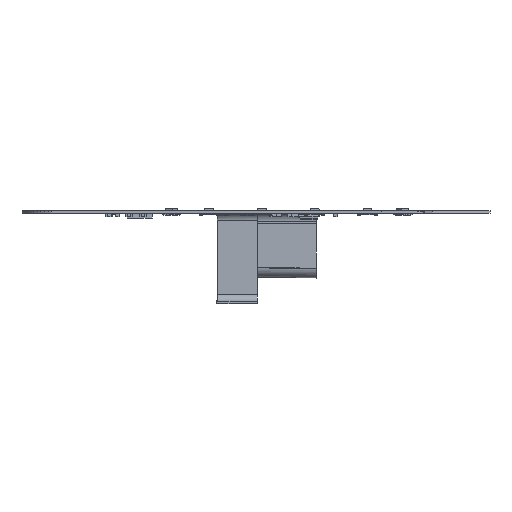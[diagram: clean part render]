
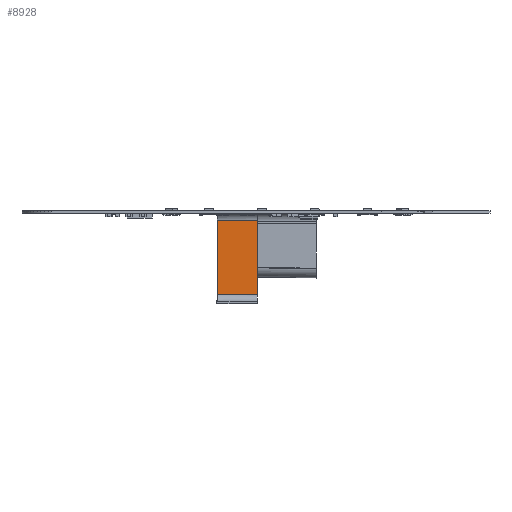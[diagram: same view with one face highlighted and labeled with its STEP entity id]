
A CAD part, front view. The second image highlights one B-rep face of the part: STEP entity #8928.
In plain terms, the highlighted planar face has unit normal (0, -1, 0).
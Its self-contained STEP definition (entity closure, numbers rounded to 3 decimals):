
#8928 = ADVANCED_FACE('',(#8929),#8963,.F.);
#8929 = FACE_BOUND('',#8930,.F.);
#8930 = EDGE_LOOP('',(#8931,#8941,#8949,#8957));
#8931 = ORIENTED_EDGE('',*,*,#8932,.T.);
#8932 = EDGE_CURVE('',#8933,#8935,#8937,.T.);
#8933 = VERTEX_POINT('',#8934);
#8934 = CARTESIAN_POINT('',(264.366,250.064,
    -13.507));
#8935 = VERTEX_POINT('',#8936);
#8936 = CARTESIAN_POINT('',(257.866,250.064,
    -13.506));
#8937 = LINE('',#8938,#8939);
#8938 = CARTESIAN_POINT('',(264.366,250.064,
    -13.507));
#8939 = VECTOR('',#8940,1.);
#8940 = DIRECTION('',(-1.,0.,
    0.));
#8941 = ORIENTED_EDGE('',*,*,#8942,.T.);
#8942 = EDGE_CURVE('',#8935,#8943,#8945,.T.);
#8943 = VERTEX_POINT('',#8944);
#8944 = CARTESIAN_POINT('',(257.866,250.064,
    -1.517));
#8945 = LINE('',#8946,#8947);
#8946 = CARTESIAN_POINT('',(257.866,250.064,
    -13.506));
#8947 = VECTOR('',#8948,1.);
#8948 = DIRECTION('',(0.,0.,
    1.));
#8949 = ORIENTED_EDGE('',*,*,#8950,.T.);
#8950 = EDGE_CURVE('',#8943,#8951,#8953,.T.);
#8951 = VERTEX_POINT('',#8952);
#8952 = CARTESIAN_POINT('',(264.366,250.064,
    -1.519));
#8953 = LINE('',#8954,#8955);
#8954 = CARTESIAN_POINT('',(257.866,250.064,
    -1.517));
#8955 = VECTOR('',#8956,1.);
#8956 = DIRECTION('',(1.,0.,
    0.));
#8957 = ORIENTED_EDGE('',*,*,#8958,.T.);
#8958 = EDGE_CURVE('',#8951,#8933,#8959,.T.);
#8959 = LINE('',#8960,#8961);
#8960 = CARTESIAN_POINT('',(264.366,250.064,
    -1.519));
#8961 = VECTOR('',#8962,1.);
#8962 = DIRECTION('',(0.,0.,
    -1.));
#8963 = PLANE('',#8964);
#8964 = AXIS2_PLACEMENT_3D('',#8965,#8966,#8967);
#8965 = CARTESIAN_POINT('',(264.366,250.064,
    -13.507));
#8966 = DIRECTION('',(0.,1.,
    0.));
#8967 = DIRECTION('',(1.,0.,
    0.));
